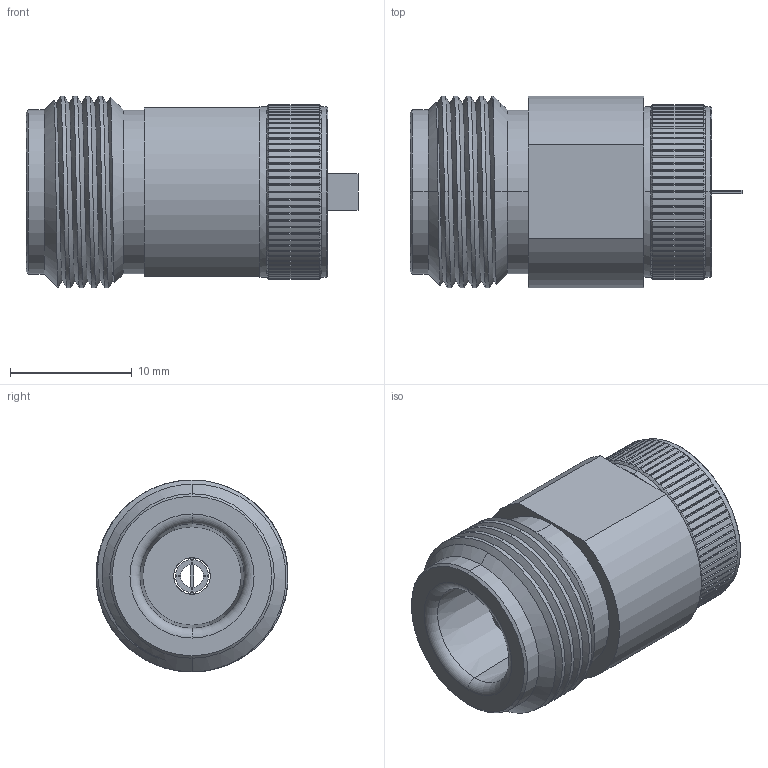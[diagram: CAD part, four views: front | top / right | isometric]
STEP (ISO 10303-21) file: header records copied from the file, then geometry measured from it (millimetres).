
FILE_DESCRIPTION (( 'STEP AP214' ), '1' );
FILE_NAME ('25-071-B3-19.STEP', '2025-02-27T10:11:01', ( '' ), ( '' ), 'SwSTEP 2.0', 'SolidWorks 2024', '' );
FILE_SCHEMA (( 'AUTOMOTIVE_DESIGN' ));
Length unit declared in the file: millimetre
Products named in the file (1): 25-071-B3-19
Bounding box: 27.25 x 15.75 x 15.75 mm (x, y, z)
Surface area: 2737.7 mm2 (no closed solid volume)
Topology: 0 solids, 7 shells, 291 faces, 845 edges, 561 vertices
Faces by surface type: plane 165, cylinder 104, cone 18, torus 2, bspline 2
Entity records: 10776 total; most frequent: CARTESIAN_POINT 3592, ORIENTED_EDGE 1660, DIRECTION 1305, EDGE_CURVE 845, VERTEX_POINT 561, AXIS2_PLACEMENT_3D 509, B_SPLINE_CURVE_WITH_KNOTS 319, EDGE_LOOP 295
